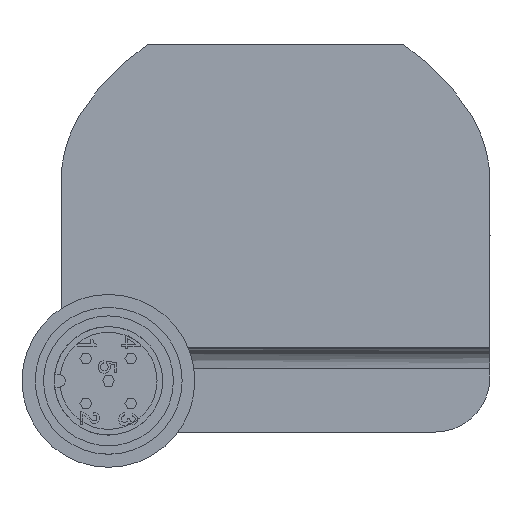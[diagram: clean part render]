
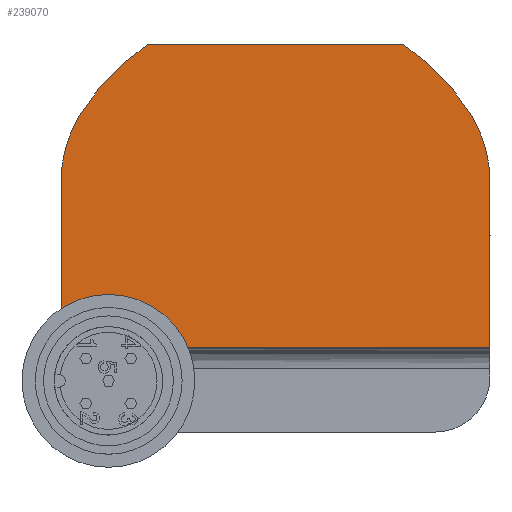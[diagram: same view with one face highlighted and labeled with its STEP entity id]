
A CAD part, front view. The second image highlights one B-rep face of the part: STEP entity #239070.
In plain terms, the highlighted face is planar.
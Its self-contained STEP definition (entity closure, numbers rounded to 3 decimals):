
#237530=CARTESIAN_POINT('',(-162.991,800.463,
1.995));
#237540=DIRECTION('',(0.,0.,1.));
#237550=VECTOR('',#237540,1.);
#237560=LINE('',#237530,#237550);
#237570=CARTESIAN_POINT('',(-162.991,800.463,
9.008));
#237580=VERTEX_POINT('',#237570);
#237590=CARTESIAN_POINT('',(-162.991,800.463,
22.202));
#237600=VERTEX_POINT('',#237590);
#237610=EDGE_CURVE('',#237580,#237600,#237560,.T.);
#237970=CARTESIAN_POINT('',(-169.831,800.463,
33.032));
#237980=VERTEX_POINT('',#237970);
#238060=CARTESIAN_POINT('',(-190.152,800.463,
33.032));
#238070=VERTEX_POINT('',#238060);
#238100=CARTESIAN_POINT('',(-179.975,800.463,
33.032));
#238110=DIRECTION('',(1.,0.,0.));
#238120=VECTOR('',#238110,1.);
#238130=LINE('',#238100,#238120);
#238140=EDGE_CURVE('',#238070,#237980,#238130,.T.);
#238310=CARTESIAN_POINT('',(-179.991,800.463,
17.932));
#238320=DIRECTION('',(0.,1.,0.));
#238330=DIRECTION('',(1.,0.,
-0.009));
#238340=AXIS2_PLACEMENT_3D('',#238310,#238320,#238330);
#238350=CIRCLE('',#238340,18.2);
#238360=CARTESIAN_POINT('',(-164.455,800.463,
27.411));
#238370=VERTEX_POINT('',#238360);
#238380=EDGE_CURVE('',#237980,#238370,#238350,.T.);
#238580=CARTESIAN_POINT('',(-163.075,800.463,
8.862));
#238590=DIRECTION('',(0.,-1.,0.));
#238600=DIRECTION('',(-1.,0.,
-0.009));
#238610=AXIS2_PLACEMENT_3D('',#238580,#238590,#238600);
#238620=PLANE('',#238610);
#238630=CARTESIAN_POINT('',(-179.991,800.463,
17.932));
#238640=DIRECTION('',(0.,-1.,0.));
#238650=DIRECTION('',(-1.,0.,
-0.009));
#238660=AXIS2_PLACEMENT_3D('',#238630,#238640,#238650);
#238670=CIRCLE('',#238660,18.2);
#238680=CARTESIAN_POINT('',(-195.528,800.463,
27.411));
#238690=VERTEX_POINT('',#238680);
#238700=EDGE_CURVE('',#238070,#238690,#238670,.T.);
#238710=ORIENTED_EDGE('',*,*,#238700,.F.);
#238720=CARTESIAN_POINT('',(-186.991,800.463,
22.202));
#238730=DIRECTION('',(0.,1.,0.));
#238740=DIRECTION('',(1.,0.,
-0.009));
#238750=AXIS2_PLACEMENT_3D('',#238720,#238730,#238740);
#238760=CIRCLE('',#238750,10.);
#238770=CARTESIAN_POINT('',(-196.991,800.463,
22.202));
#238780=VERTEX_POINT('',#238770);
#238790=EDGE_CURVE('',#238780,#238690,#238760,.T.);
#238800=ORIENTED_EDGE('',*,*,#238790,.T.);
#238810=CARTESIAN_POINT('',(-196.991,800.463,
2.314));
#238820=DIRECTION('',(0.,0.,1.));
#238830=VECTOR('',#238820,1.);
#238840=LINE('',#238810,#238830);
#238850=CARTESIAN_POINT('',(-196.991,800.463,
9.008));
#238860=VERTEX_POINT('',#238850);
#238870=EDGE_CURVE('',#238860,#238780,#238840,.T.);
#238880=ORIENTED_EDGE('',*,*,#238870,.T.);
#238890=CARTESIAN_POINT('',(-180.2,800.463,
9.008));
#238900=DIRECTION('',(1.,0.,0.));
#238910=VECTOR('',#238900,1.);
#238920=LINE('',#238890,#238910);
#238930=EDGE_CURVE('',#238860,#237580,#238920,.T.);
#238940=ORIENTED_EDGE('',*,*,#238930,.F.);
#238950=ORIENTED_EDGE('',*,*,#237610,.F.);
#238960=CARTESIAN_POINT('',(-172.991,800.463,
22.202));
#238970=DIRECTION('',(0.,1.,0.));
#238980=DIRECTION('',(1.,0.,0.));
#238990=AXIS2_PLACEMENT_3D('',#238960,#238970,#238980);
#239000=CIRCLE('',#238990,10.);
#239010=EDGE_CURVE('',#238370,#237600,#239000,.T.);
#239020=ORIENTED_EDGE('',*,*,#239010,.T.);
#239030=ORIENTED_EDGE('',*,*,#238380,.T.);
#239040=ORIENTED_EDGE('',*,*,#238140,.T.);
#239050=EDGE_LOOP('',(#239040,#239030,#239020,#238950,#238940,#238880,
#238800,#238710));
#239060=FACE_OUTER_BOUND('',#239050,.T.);
#239070=ADVANCED_FACE('',(#239060),#238620,.F.);
